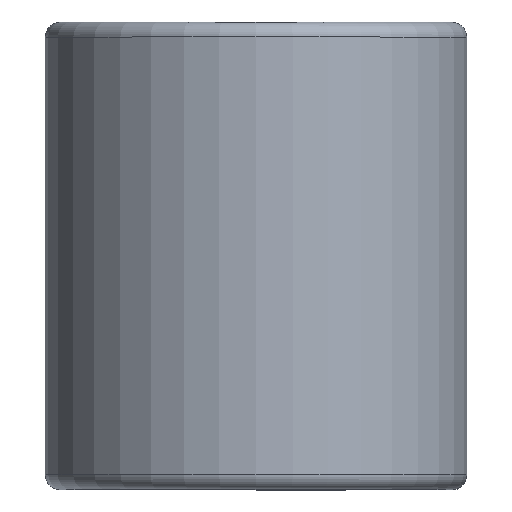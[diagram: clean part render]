
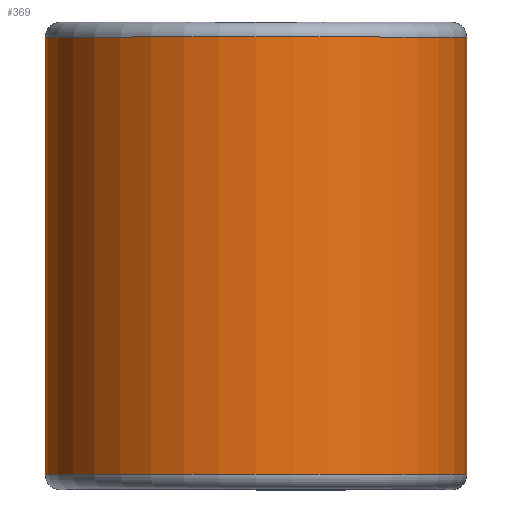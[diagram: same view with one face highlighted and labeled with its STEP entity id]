
A CAD part, top view. The second image highlights one B-rep face of the part: STEP entity #369.
In plain terms, the highlighted cylindrical face has radius 10.744 mm (diameter 21.488 mm), a partial arc.
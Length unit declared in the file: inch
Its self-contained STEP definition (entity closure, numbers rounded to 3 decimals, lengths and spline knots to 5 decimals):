
#114 = AXIS2_PLACEMENT_3D ( 'NONE', #455, #1770, #631 ) ;
#230 = EDGE_CURVE ( 'NONE', #858, #2285, #2145, .T. ) ;
#276 = ORIENTED_EDGE ( 'NONE', *, *, #230, .T. ) ;
#369 = ADVANCED_FACE ( 'NONE', ( #889 ), #1138, .T. ) ;
#417 = AXIS2_PLACEMENT_3D ( 'NONE', #2373, #2250, #2244 ) ;
#455 = CARTESIAN_POINT ( 'NONE',  ( 0., -0.43875, 0. ) ) ;
#589 = CARTESIAN_POINT ( 'NONE',  ( 0., 0.43875, -0.423 ) ) ;
#600 = VERTEX_POINT ( 'NONE', #1535 ) ;
#612 = CARTESIAN_POINT ( 'NONE',  ( 0., 0.4375, 0. ) ) ;
#631 = DIRECTION ( 'NONE',  ( 0., 0., -1. ) ) ;
#667 = VERTEX_POINT ( 'NONE', #839 ) ;
#785 = DIRECTION ( 'NONE',  ( 0., 1., 0. ) ) ;
#830 = DIRECTION ( 'NONE',  ( 0., -1., 0. ) ) ;
#831 = VECTOR ( 'NONE', #785, 39.37008 ) ;
#839 = CARTESIAN_POINT ( 'NONE',  ( 0., -0.43875, -0.423 ) ) ;
#858 = VERTEX_POINT ( 'NONE', #1166 ) ;
#889 = FACE_OUTER_BOUND ( 'NONE', #1658, .T. ) ;
#996 = CARTESIAN_POINT ( 'NONE',  ( 0., 0.43875, -0.423 ) ) ;
#1059 = CARTESIAN_POINT ( 'NONE',  ( 0.423, 0.43875, 0. ) ) ;
#1138 = CYLINDRICAL_SURFACE ( 'NONE', #1762, 0.423 ) ;
#1166 = CARTESIAN_POINT ( 'NONE',  ( 0.423, 0.43875, 0. ) ) ;
#1522 = EDGE_CURVE ( 'NONE', #600, #858, #2128, .T. ) ;
#1535 = CARTESIAN_POINT ( 'NONE',  ( 0.423, -0.43875, 0. ) ) ;
#1554 = DIRECTION ( 'NONE',  ( 0., 0., -1. ) ) ;
#1558 = ORIENTED_EDGE ( 'NONE', *, *, #1522, .T. ) ;
#1630 = CIRCLE ( 'NONE', #114, 0.423 ) ;
#1658 = EDGE_LOOP ( 'NONE', ( #1558, #276, #2284, #1775 ) ) ;
#1762 = AXIS2_PLACEMENT_3D ( 'NONE', #612, #830, #1554 ) ;
#1770 = DIRECTION ( 'NONE',  ( 0., -1., 0. ) ) ;
#1775 = ORIENTED_EDGE ( 'NONE', *, *, #2043, .F. ) ;
#2027 = DIRECTION ( 'NONE',  ( 0., 1., 0. ) ) ;
#2043 = EDGE_CURVE ( 'NONE', #600, #667, #1630, .T. ) ;
#2062 = VECTOR ( 'NONE', #2027, 39.37008 ) ;
#2128 = LINE ( 'NONE', #1059, #2062 ) ;
#2145 = CIRCLE ( 'NONE', #417, 0.423 ) ;
#2152 = EDGE_CURVE ( 'NONE', #667, #2285, #2358, .T. ) ;
#2244 = DIRECTION ( 'NONE',  ( 0., 0., -1. ) ) ;
#2250 = DIRECTION ( 'NONE',  ( 0., -1., 0. ) ) ;
#2284 = ORIENTED_EDGE ( 'NONE', *, *, #2152, .F. ) ;
#2285 = VERTEX_POINT ( 'NONE', #996 ) ;
#2358 = LINE ( 'NONE', #589, #831 ) ;
#2373 = CARTESIAN_POINT ( 'NONE',  ( 0., 0.43875, 0. ) ) ;
